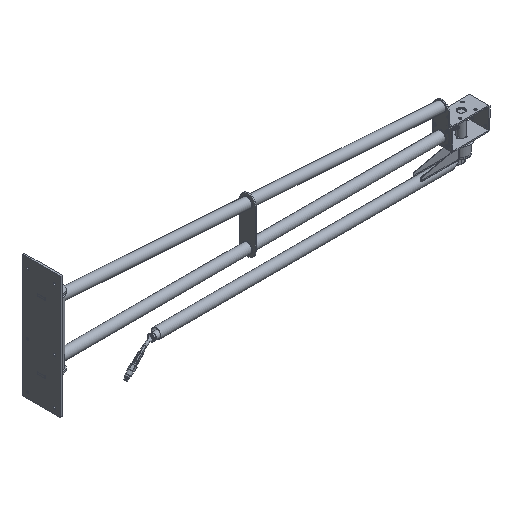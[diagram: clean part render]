
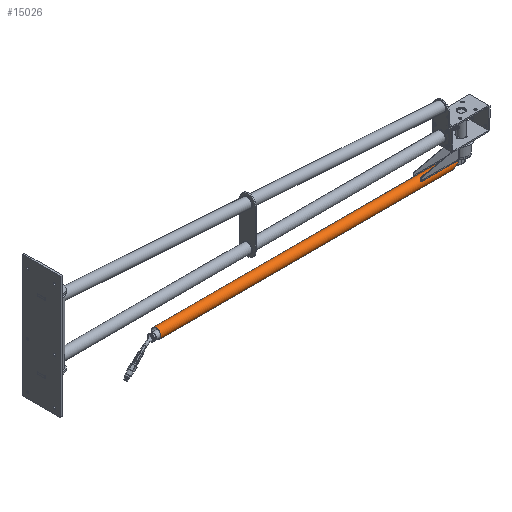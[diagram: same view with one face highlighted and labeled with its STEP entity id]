
A CAD part, isometric view. The second image highlights one B-rep face of the part: STEP entity #15026.
In plain terms, the highlighted cylindrical face has radius 25 mm (diameter 50 mm), a full revolution.
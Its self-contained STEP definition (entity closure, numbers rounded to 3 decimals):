
#62=ELLIPSE('',#16701,35.355,25.);
#816=LINE('',#28537,#1533);
#840=LINE('',#28599,#1557);
#1533=VECTOR('',#20598,194.033);
#1557=VECTOR('',#20648,194.033);
#3005=B_SPLINE_CURVE_WITH_KNOTS('',3,(#28668,#28669,#28670,#28671,#28672,
#28673,#28674,#28675,#28676,#28677,#28678,#28679,#28680,#28681,#28682,#28683,
#28684,#28685,#28686,#28687,#28688,#28689,#28690,#28691,#28692,#28693,#28694,
#28695,#28696,#28697,#28698,#28699,#28700,#28701),.UNSPECIFIED.,.T.,.F.,
(4,2,2,2,2,2,2,2,2,2,2,2,2,2,2,2,4),(0.,0.094,0.188,
0.283,0.377,0.471,0.565,
0.66,0.754,0.848,0.942,
1.037,1.131,1.225,1.319,1.414,
1.508),.UNSPECIFIED.);
#3337=FACE_BOUND('',#5713,.T.);
#3338=FACE_BOUND('',#5714,.T.);
#3629=CYLINDRICAL_SURFACE('',#16705,25.);
#4454=FACE_OUTER_BOUND('',#5712,.T.);
#5712=EDGE_LOOP('',(#13630,#13631,#13632,#13633,#13634,#13635,#13636));
#5713=EDGE_LOOP('',(#13637));
#5714=EDGE_LOOP('',(#13638));
#6677=CIRCLE('',#16697,25.);
#6680=CIRCLE('',#16706,25.);
#6681=CIRCLE('',#16707,25.);
#8168=VERTEX_POINT('',#28530);
#8170=VERTEX_POINT('',#28536);
#8186=VERTEX_POINT('',#28575);
#8192=VERTEX_POINT('',#28589);
#8195=VERTEX_POINT('',#28597);
#8206=VERTEX_POINT('',#28667);
#8208=VERTEX_POINT('',#28712);
#9997=EDGE_CURVE('',#8170,#8168,#816,.T.);
#10027=EDGE_CURVE('',#8192,#8195,#840,.T.);
#10041=EDGE_CURVE('',#8195,#8186,#6677,.T.);
#10045=EDGE_CURVE('',#8206,#8206,#3005,.T.);
#10048=EDGE_CURVE('',#8195,#8170,#62,.T.);
#10051=EDGE_CURVE('',#8186,#8170,#6680,.T.);
#10052=EDGE_CURVE('',#8208,#8208,#6681,.T.);
#13630=ORIENTED_EDGE('',*,*,#10048,.T.);
#13631=ORIENTED_EDGE('',*,*,#9997,.T.);
#13632=ORIENTED_EDGE('',*,*,#9997,.F.);
#13633=ORIENTED_EDGE('',*,*,#10051,.F.);
#13634=ORIENTED_EDGE('',*,*,#10041,.F.);
#13635=ORIENTED_EDGE('',*,*,#10027,.F.);
#13636=ORIENTED_EDGE('',*,*,#10027,.T.);
#13637=ORIENTED_EDGE('',*,*,#10045,.T.);
#13638=ORIENTED_EDGE('',*,*,#10052,.T.);
#15026=ADVANCED_FACE('',(#4454,#3337,#3338),#3629,.T.);
#16697=AXIS2_PLACEMENT_3D('',#28626,#20675,#20676);
#16701=AXIS2_PLACEMENT_3D('',#28706,#20684,#20685);
#16705=AXIS2_PLACEMENT_3D('',#28710,#20692,#20693);
#16706=AXIS2_PLACEMENT_3D('',#28711,#20694,#20695);
#16707=AXIS2_PLACEMENT_3D('',#28713,#20696,#20697);
#20598=DIRECTION('',(-1.,0.,0.));
#20648=DIRECTION('',(1.,0.,0.));
#20675=DIRECTION('center_axis',(1.,0.,0.));
#20676=DIRECTION('ref_axis',(0.,0.,
-1.));
#20684=DIRECTION('center_axis',(-0.707,0.,
0.707));
#20685=DIRECTION('ref_axis',(-0.707,0.,-0.707));
#20692=DIRECTION('center_axis',(-1.,0.,0.));
#20693=DIRECTION('ref_axis',(0.,0.,
-1.));
#20694=DIRECTION('center_axis',(1.,0.,0.));
#20695=DIRECTION('ref_axis',(0.,0.,
-1.));
#20696=DIRECTION('center_axis',(1.,0.,0.));
#20697=DIRECTION('ref_axis',(0.,0.,
-1.));
#28530=CARTESIAN_POINT('',(1903.967,-20.,-104.7));
#28536=CARTESIAN_POINT('',(2098.,-20.,-104.7));
#28537=CARTESIAN_POINT('',(2098.,-20.,-104.7));
#28575=CARTESIAN_POINT('',(2098.,0.,-94.7));
#28589=CARTESIAN_POINT('',(1903.967,20.,-104.7));
#28597=CARTESIAN_POINT('',(2098.,20.,-104.7));
#28599=CARTESIAN_POINT('',(2098.,20.,-104.7));
#28626=CARTESIAN_POINT('Origin',(2098.,0.,-119.7));
#28667=CARTESIAN_POINT('',(566.,-2.5,-144.575));
#28668=CARTESIAN_POINT('Ctrl Pts',(566.,-2.5,-144.575));
#28669=CARTESIAN_POINT('Ctrl Pts',(566.314,-2.5,-144.575));
#28670=CARTESIAN_POINT('Ctrl Pts',(566.649,-2.437,-144.581));
#28671=CARTESIAN_POINT('Ctrl Pts',(567.265,-2.182,-144.605));
#28672=CARTESIAN_POINT('Ctrl Pts',(567.546,-1.99,-144.622));
#28673=CARTESIAN_POINT('Ctrl Pts',(567.99,-1.546,-144.653));
#28674=CARTESIAN_POINT('Ctrl Pts',(568.182,-1.265,-144.67));
#28675=CARTESIAN_POINT('Ctrl Pts',(568.437,-0.649,
-144.693));
#28676=CARTESIAN_POINT('Ctrl Pts',(568.5,-0.314,
-144.7));
#28677=CARTESIAN_POINT('Ctrl Pts',(568.5,0.314,-144.7));
#28678=CARTESIAN_POINT('Ctrl Pts',(568.437,0.649,-144.693));
#28679=CARTESIAN_POINT('Ctrl Pts',(568.182,1.265,-144.67));
#28680=CARTESIAN_POINT('Ctrl Pts',(567.99,1.546,-144.653));
#28681=CARTESIAN_POINT('Ctrl Pts',(567.546,1.99,-144.622));
#28682=CARTESIAN_POINT('Ctrl Pts',(567.265,2.182,-144.605));
#28683=CARTESIAN_POINT('Ctrl Pts',(566.649,2.437,-144.581));
#28684=CARTESIAN_POINT('Ctrl Pts',(566.314,2.5,-144.575));
#28685=CARTESIAN_POINT('Ctrl Pts',(565.686,2.5,-144.575));
#28686=CARTESIAN_POINT('Ctrl Pts',(565.351,2.437,-144.581));
#28687=CARTESIAN_POINT('Ctrl Pts',(564.735,2.182,-144.605));
#28688=CARTESIAN_POINT('Ctrl Pts',(564.454,1.99,-144.622));
#28689=CARTESIAN_POINT('Ctrl Pts',(564.01,1.546,-144.653));
#28690=CARTESIAN_POINT('Ctrl Pts',(563.818,1.265,-144.67));
#28691=CARTESIAN_POINT('Ctrl Pts',(563.563,0.649,-144.693));
#28692=CARTESIAN_POINT('Ctrl Pts',(563.5,0.314,-144.7));
#28693=CARTESIAN_POINT('Ctrl Pts',(563.5,-0.314,
-144.7));
#28694=CARTESIAN_POINT('Ctrl Pts',(563.563,-0.649,-144.693));
#28695=CARTESIAN_POINT('Ctrl Pts',(563.818,-1.265,-144.67));
#28696=CARTESIAN_POINT('Ctrl Pts',(564.01,-1.546,-144.653));
#28697=CARTESIAN_POINT('Ctrl Pts',(564.454,-1.99,-144.622));
#28698=CARTESIAN_POINT('Ctrl Pts',(564.735,-2.182,-144.605));
#28699=CARTESIAN_POINT('Ctrl Pts',(565.351,-2.437,-144.581));
#28700=CARTESIAN_POINT('Ctrl Pts',(565.686,-2.5,-144.575));
#28701=CARTESIAN_POINT('Ctrl Pts',(566.,-2.5,-144.575));
#28706=CARTESIAN_POINT('Origin',(2083.,0.,-119.7));
#28710=CARTESIAN_POINT('Origin',(2098.,0.,-119.7));
#28711=CARTESIAN_POINT('Origin',(2098.,0.,-119.7));
#28712=CARTESIAN_POINT('',(541.,0.,-94.7));
#28713=CARTESIAN_POINT('Origin',(541.,0.,-119.7));
